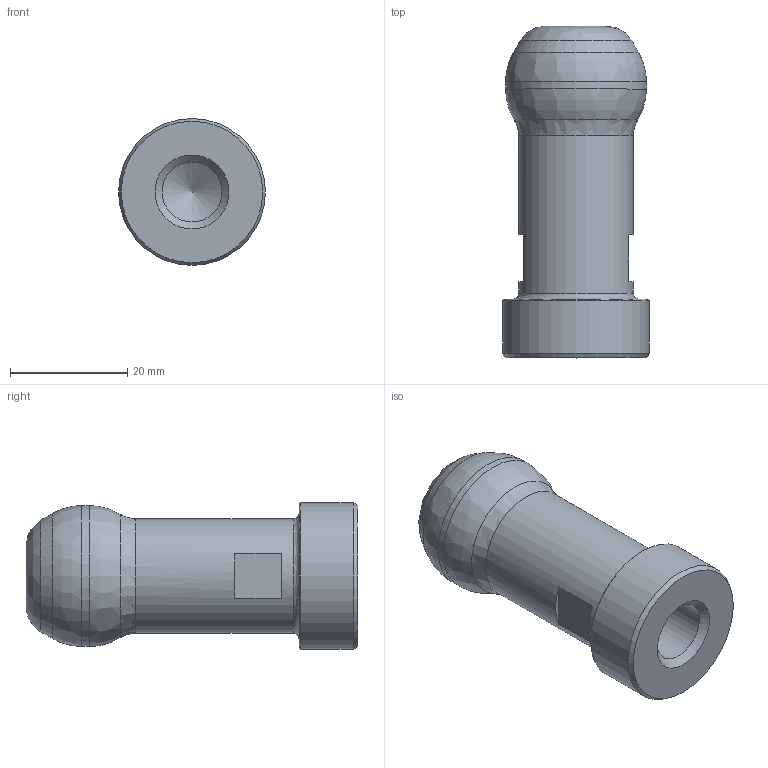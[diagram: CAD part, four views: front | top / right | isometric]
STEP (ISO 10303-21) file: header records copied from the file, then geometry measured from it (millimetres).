
FILE_DESCRIPTION (( 'STEP AP214' ), '1' );
FILE_NAME ('STARK_807 305_A.STEP', '2020-02-17T15:15:27', ( '' ), ( '' ), 'SwSTEP 2.0', 'SolidWorks 2019', '' );
FILE_SCHEMA (( 'AUTOMOTIVE_DESIGN' ));
Length unit declared in the file: millimetre
Products named in the file (1): STARK_807 305_A
Bounding box: 25 x 56.5 x 25 mm (x, y, z)
Volume: 19084.5 mm3; surface area: 5047.7 mm2
Topology: 1 solids, 1 shells, 23 faces, 44 edges, 26 vertices
Faces by surface type: plane 9, bspline 5, cone 5, cylinder 4
Full cylindrical faces by diameter (mm): 10.2 x1, 19.5 x1, 24 x1, 25 x1
Entity records: 1033 total; most frequent: CARTESIAN_POINT 601, DIRECTION 82, ORIENTED_EDGE 56, EDGE_LOOP 40, AXIS2_PLACEMENT_3D 37, FACE_OUTER_BOUND 32, EDGE_CURVE 28, VERTEX_POINT 24
